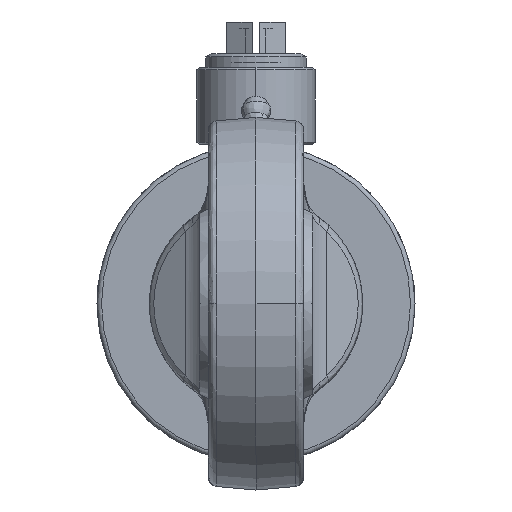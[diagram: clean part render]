
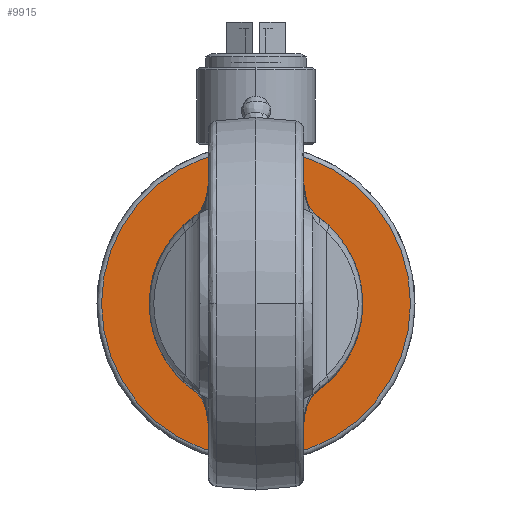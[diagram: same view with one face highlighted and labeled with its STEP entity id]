
A CAD part, left-side view. The second image highlights one B-rep face of the part: STEP entity #9915.
In plain terms, the highlighted planar face has unit normal (-1, 0, 0).
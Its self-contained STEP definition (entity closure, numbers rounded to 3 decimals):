
#658 = FACE_OUTER_BOUND ( 'NONE', #1203, .T. ) ;
#1203 = EDGE_LOOP ( 'NONE', ( #2667, #11382 ) ) ;
#1630 = EDGE_CURVE ( 'NONE', #8693, #15089, #3277, .T. ) ;
#1863 = DIRECTION ( 'NONE',  ( 0., 0., 1. ) ) ;
#2122 = ORIENTED_EDGE ( 'NONE', *, *, #15900, .T. ) ;
#2399 = AXIS2_PLACEMENT_3D ( 'NONE', #6936, #15021, #16503 ) ;
#2509 = AXIS2_PLACEMENT_3D ( 'NONE', #4725, #3325, #1863 ) ;
#2667 = ORIENTED_EDGE ( 'NONE', *, *, #6710, .T. ) ;
#2757 = CARTESIAN_POINT ( 'NONE',  ( -10., 0., 0. ) ) ;
#3277 = CIRCLE ( 'NONE', #2399, 34. ) ;
#3325 = DIRECTION ( 'NONE',  ( -1., 0., 0. ) ) ;
#3785 = DIRECTION ( 'NONE',  ( 0., 0., -1. ) ) ;
#4610 = CIRCLE ( 'NONE', #8156, 2. ) ;
#4725 = CARTESIAN_POINT ( 'NONE',  ( -10., 0., 0. ) ) ;
#5718 = EDGE_LOOP ( 'NONE', ( #7186, #2122 ) ) ;
#6290 = DIRECTION ( 'NONE',  ( 0., 0., 1. ) ) ;
#6710 = EDGE_CURVE ( 'NONE', #15089, #8693, #11333, .T. ) ;
#6926 = DIRECTION ( 'NONE',  ( 0., 0., -1. ) ) ;
#6936 = CARTESIAN_POINT ( 'NONE',  ( -10., 0., 0. ) ) ;
#7186 = ORIENTED_EDGE ( 'NONE', *, *, #9497, .T. ) ;
#7754 = PLANE ( 'NONE',  #12273 ) ;
#7963 = AXIS2_PLACEMENT_3D ( 'NONE', #18046, #13924, #6926 ) ;
#8156 = AXIS2_PLACEMENT_3D ( 'NONE', #2757, #16395, #3785 ) ;
#8693 = VERTEX_POINT ( 'NONE', #13840 ) ;
#9058 = DIRECTION ( 'NONE',  ( -1., 0., 0. ) ) ;
#9497 = EDGE_CURVE ( 'NONE', #9661, #13204, #4610, .T. ) ;
#9661 = VERTEX_POINT ( 'NONE', #10032 ) ;
#9915 = ADVANCED_FACE ( 'NONE', ( #658, #11996 ), #7754, .T. ) ;
#10032 = CARTESIAN_POINT ( 'NONE',  ( -10., 0., -2. ) ) ;
#11333 = CIRCLE ( 'NONE', #2509, 34. ) ;
#11382 = ORIENTED_EDGE ( 'NONE', *, *, #1630, .T. ) ;
#11607 = CARTESIAN_POINT ( 'NONE',  ( -10., 0., 34. ) ) ;
#11996 = FACE_BOUND ( 'NONE', #5718, .T. ) ;
#12273 = AXIS2_PLACEMENT_3D ( 'NONE', #15943, #9058, #6290 ) ;
#13204 = VERTEX_POINT ( 'NONE', #17432 ) ;
#13840 = CARTESIAN_POINT ( 'NONE',  ( -10., 0., -34. ) ) ;
#13924 = DIRECTION ( 'NONE',  ( 1., 0., 0. ) ) ;
#15021 = DIRECTION ( 'NONE',  ( -1., 0., 0. ) ) ;
#15089 = VERTEX_POINT ( 'NONE', #11607 ) ;
#15885 = CIRCLE ( 'NONE', #7963, 2. ) ;
#15900 = EDGE_CURVE ( 'NONE', #13204, #9661, #15885, .T. ) ;
#15943 = CARTESIAN_POINT ( 'NONE',  ( -10., 0., 34. ) ) ;
#16395 = DIRECTION ( 'NONE',  ( 1., 0., 0. ) ) ;
#16503 = DIRECTION ( 'NONE',  ( 0., 0., 1. ) ) ;
#17432 = CARTESIAN_POINT ( 'NONE',  ( -10., 0., 2. ) ) ;
#18046 = CARTESIAN_POINT ( 'NONE',  ( -10., 0., 0. ) ) ;
